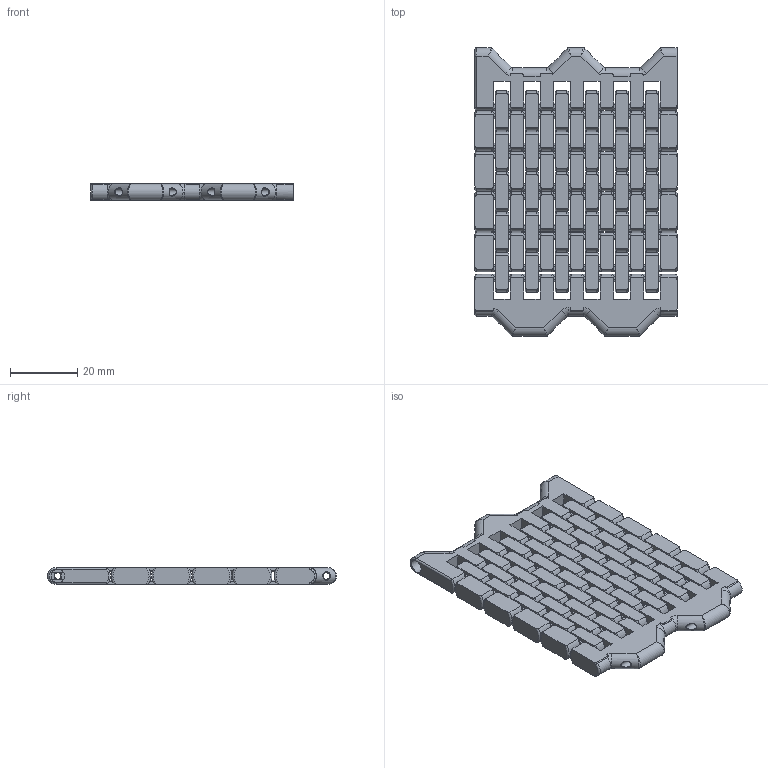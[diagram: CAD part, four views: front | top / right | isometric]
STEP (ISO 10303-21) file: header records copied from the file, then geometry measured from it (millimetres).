
FILE_DESCRIPTION(/* description */ ('STEP AP242','CAx-IF Rec.Pracs.---Representation and Presentation of Product Manufacturing Information (PMI)---4.0---2014-10-13','CAx-IF Rec.Pracs.---3D Tessellated Geometry---0.4---2014-09-14','2;1'),/* implementation_level */ '2;1');
FILE_NAME(/* name */ '67b4848e8bc50956cb75f853',/* time_stamp */ '2025-02-18T13:01:04Z',/* author */ (''),/* organization */ (''),/* preprocessor_version */ 'ST-DEVELOPER v20',/* originating_system */ 'ONSHAPE BY PTC INC, 1.193',/* authorisation */ ' ');
FILE_SCHEMA (('AP242_MANAGED_MODEL_BASED_3D_ENGINEERING_MIM_LF { 1 0 10303 442 1 1 4 }'));
Length unit declared in the file: metre
Products named in the file (36): id2; id5; id8; id11; id14; id17; id20; id23; id26; id29; id32; id35; id38; id41; id44; id47; id50; id53; id56; id59; id62; id65; id68; id71; id74; id77; id80; id83; id86; id89; id92; id95; id98; id101; id104; id107
Bounding box: 60 x 85.74 x 5 mm (x, y, z)
Volume: 18536.2 mm3; surface area: 21616.4 mm2
Topology: 36 solids, 36 shells, 2018 faces, 5550 edges, 3515 vertices
Faces by surface type: torus 778, cylinder 651, plane 557, bspline 24, cone 8
Full cylindrical faces by diameter (mm): 2 x5, 4 x2
Entity records: 67595 total; most frequent: CARTESIAN_POINT 15908, ORIENTED_EDGE 11050, DIRECTION 10792, EDGE_CURVE 5525, AXIS2_PLACEMENT_3D 4373, VERTEX_POINT 3513, CIRCLE 2327, EDGE_LOOP 2094
